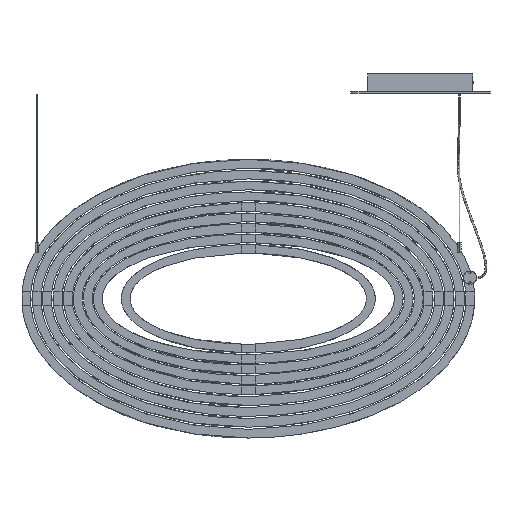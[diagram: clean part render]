
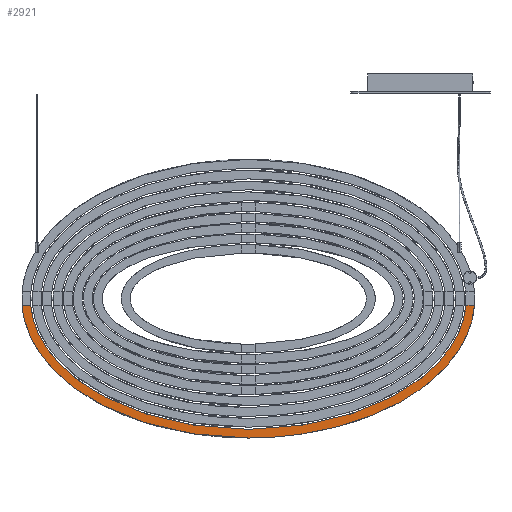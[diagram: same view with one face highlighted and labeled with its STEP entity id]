
A CAD part, front view. The second image highlights one B-rep face of the part: STEP entity #2921.
In plain terms, the highlighted planar face has unit normal (0, -1, 0).
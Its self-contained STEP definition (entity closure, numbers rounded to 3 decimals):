
#756=(
BOUNDED_CURVE()
B_SPLINE_CURVE(2,(#56773,#56774,#56775),.UNSPECIFIED.,.F.,.F.)
B_SPLINE_CURVE_WITH_KNOTS((3,3),(-1884.956,-1279.274),.UNSPECIFIED.)
CURVE()
GEOMETRIC_REPRESENTATION_ITEM()
RATIONAL_B_SPLINE_CURVE((1.,0.725,1.))
REPRESENTATION_ITEM($)
);
#760=(
BOUNDED_CURVE()
B_SPLINE_CURVE(2,(#56784,#56785,#56786),.UNSPECIFIED.,.F.,.F.)
B_SPLINE_CURVE_WITH_KNOTS((3,3),(-1979.198,-1341.767),.UNSPECIFIED.)
CURVE()
GEOMETRIC_REPRESENTATION_ITEM()
RATIONAL_B_SPLINE_CURVE((1.,0.724,1.))
REPRESENTATION_ITEM($)
);
#801=(
BOUNDED_CURVE()
B_SPLINE_CURVE(2,(#56955,#56956,#56957,#56958,#56959),.UNSPECIFIED.,.F.,
.F.)
B_SPLINE_CURVE_WITH_KNOTS((3,2,3),(628.318,628.319,1234.),
.UNSPECIFIED.)
CURVE()
GEOMETRIC_REPRESENTATION_ITEM()
RATIONAL_B_SPLINE_CURVE((1.,1.,1.,0.725,1.))
REPRESENTATION_ITEM($)
);
#806=(
BOUNDED_CURVE()
B_SPLINE_CURVE(2,(#56980,#56981,#56982,#56983,#56984),.UNSPECIFIED.,.F.,
.F.)
B_SPLINE_CURVE_WITH_KNOTS((3,2,3),(-1297.163,-659.733,-659.732),
.UNSPECIFIED.)
CURVE()
GEOMETRIC_REPRESENTATION_ITEM()
RATIONAL_B_SPLINE_CURVE((1.,0.724,1.,1.,1.))
REPRESENTATION_ITEM($)
);
#2921=ADVANCED_FACE($,(#6348),#40482,.T.);
#6348=FACE_OUTER_BOUND($,#9783,.T.);
#9783=EDGE_LOOP($,(#13885,#13886,#13887,#13888,#13889,#13890));
#13885=ORIENTED_EDGE($,*,*,#28311,.F.);
#13886=ORIENTED_EDGE($,*,*,#28368,.T.);
#13887=ORIENTED_EDGE($,*,*,#28351,.F.);
#13888=ORIENTED_EDGE($,*,*,#28315,.F.);
#13889=ORIENTED_EDGE($,*,*,#28373,.F.);
#13890=ORIENTED_EDGE($,*,*,#28359,.F.);
#28311=EDGE_CURVE($,#35652,#35620,#756,.T.);
#28315=EDGE_CURVE($,#35655,#35656,#760,.T.);
#28351=EDGE_CURVE($,#35656,#35630,#43550,.T.);
#28359=EDGE_CURVE($,#35620,#35689,#43558,.T.);
#28368=EDGE_CURVE($,#35652,#35630,#801,.T.);
#28373=EDGE_CURVE($,#35689,#35655,#806,.T.);
#35620=VERTEX_POINT($,#57314);
#35630=VERTEX_POINT($,#57324);
#35652=VERTEX_POINT($,#57346);
#35655=VERTEX_POINT($,#57349);
#35656=VERTEX_POINT($,#57350);
#35689=VERTEX_POINT($,#57383);
#40482=PLANE($,#49796);
#43550=B_SPLINE_CURVE_WITH_KNOTS($,1,(#56907,#56908),.UNSPECIFIED.,.F.,.F.,
(2,2),(0.017,20.044),.UNSPECIFIED.);
#43558=B_SPLINE_CURVE_WITH_KNOTS($,1,(#56923,#56924),.UNSPECIFIED.,.F.,.F.,
(2,2),(0.,20.01),.UNSPECIFIED.);
#49796=AXIS2_PLACEMENT_3D($,#57213,#52734,$);
#52734=DIRECTION($,(0.,-1.,0.));
#56773=CARTESIAN_POINT($,(0.,-0.031,-297.938));
#56774=CARTESIAN_POINT($,(474.922,-0.031,-297.94));
#56775=CARTESIAN_POINT($,(499.369,-0.031,-13.378));
#56784=CARTESIAN_POINT($,(0.,-0.031,-317.935));
#56785=CARTESIAN_POINT($,(-495.484,-0.031,-317.935));
#56786=CARTESIAN_POINT($,(-519.394,-0.031,-13.38));
#56907=CARTESIAN_POINT($,(-519.394,-0.031,-13.38));
#56908=CARTESIAN_POINT($,(-499.369,-0.031,-13.378));
#56923=CARTESIAN_POINT($,(499.369,-0.031,-13.378));
#56924=CARTESIAN_POINT($,(519.394,-0.031,-13.38));
#56955=CARTESIAN_POINT($,(0.,-0.031,-297.938));
#56956=CARTESIAN_POINT($,(0.,-0.031,-297.938));
#56957=CARTESIAN_POINT($,(0.,-0.031,-297.938));
#56958=CARTESIAN_POINT($,(-474.922,-0.031,-297.939));
#56959=CARTESIAN_POINT($,(-499.369,-0.031,-13.378));
#56980=CARTESIAN_POINT($,(519.394,-0.031,-13.38));
#56981=CARTESIAN_POINT($,(495.484,-0.031,-317.935));
#56982=CARTESIAN_POINT($,(0.,-0.031,-317.935));
#56983=CARTESIAN_POINT($,(0.,-0.031,-317.935));
#56984=CARTESIAN_POINT($,(0.,-0.031,-317.935));
#57213=CARTESIAN_POINT($,(-529.782,-0.031,-320.981));
#57314=CARTESIAN_POINT($,(499.369,-0.031,-13.378));
#57324=CARTESIAN_POINT($,(-499.369,-0.031,-13.378));
#57346=CARTESIAN_POINT($,(0.,-0.031,-297.938));
#57349=CARTESIAN_POINT($,(0.,-0.031,-317.935));
#57350=CARTESIAN_POINT($,(-519.394,-0.031,-13.38));
#57383=CARTESIAN_POINT($,(519.394,-0.031,-13.38));
